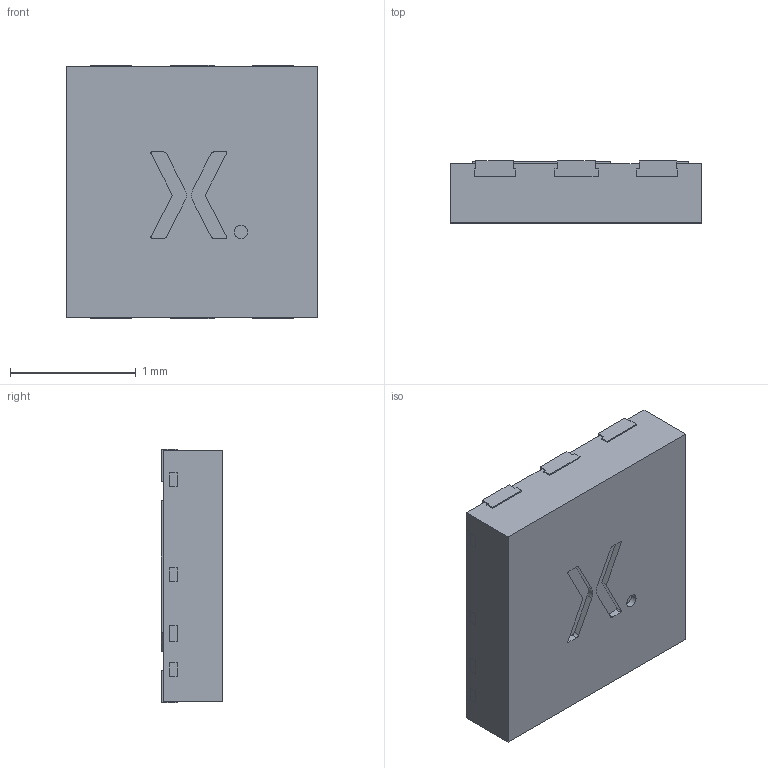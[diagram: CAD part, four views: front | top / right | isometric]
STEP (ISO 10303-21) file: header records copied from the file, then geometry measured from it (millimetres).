
FILE_DESCRIPTION(('FreeCAD Model'),'2;1');
FILE_NAME('Open CASCADE Shape Model','2023-05-04T10:23:33',(''),(''), 'Open CASCADE STEP processor 7.6','FreeCAD','Unknown');
FILE_SCHEMA(('AUTOMOTIVE_DESIGN { 1 0 10303 214 1 1 1 1 }'));
Length unit declared in the file: millimetre
Products named in the file (19): SOT1220 3D View; SOT1220 Body; SOT1220 Lead016; SOT1220 Lead; SOT1220 Lead001; SOT1220 Lead002; SOT1220 Lead003; SOT1220 Lead004; SOT1220 Lead005; SOT1220 Lead006; SOT1220 Lead007; SOT1220 Lead008; SOT1220 Lead009; SOT1220 Lead010; SOT1220 Lead011; SOT1220 Lead012; SOT1220 Lead013; SOT1220 Lead014; SOT1220 Lead015
Assembly tree (18 placements, depth 3):
  SOT1220 3D View
    SOT1220 Body
    SOT1220 Lead016
      SOT1220 Lead
      SOT1220 Lead001
      SOT1220 Lead002
      SOT1220 Lead003
      SOT1220 Lead004
      SOT1220 Lead005
      SOT1220 Lead006
      SOT1220 Lead007
      SOT1220 Lead008
      SOT1220 Lead009
      SOT1220 Lead010
      SOT1220 Lead011
      SOT1220 Lead012
      SOT1220 Lead013
      SOT1220 Lead014
      SOT1220 Lead015
Bounding box: 2 x 0.49 x 2.02 mm (x, y, z)
Volume: 1.9 mm3; surface area: 17.8 mm2
Topology: 17 solids, 17 shells, 304 faces, 747 edges, 490 vertices
Faces by surface type: plane 261, cylinder 43
Entity records: 11203 total; most frequent: CARTESIAN_POINT 1560, ORIENTED_EDGE 1494, DIRECTION 1479, EDGE_CURVE 747, LINE 661, VECTOR 661, VERTEX_POINT 490, AXIS2_PLACEMENT_3D 409
